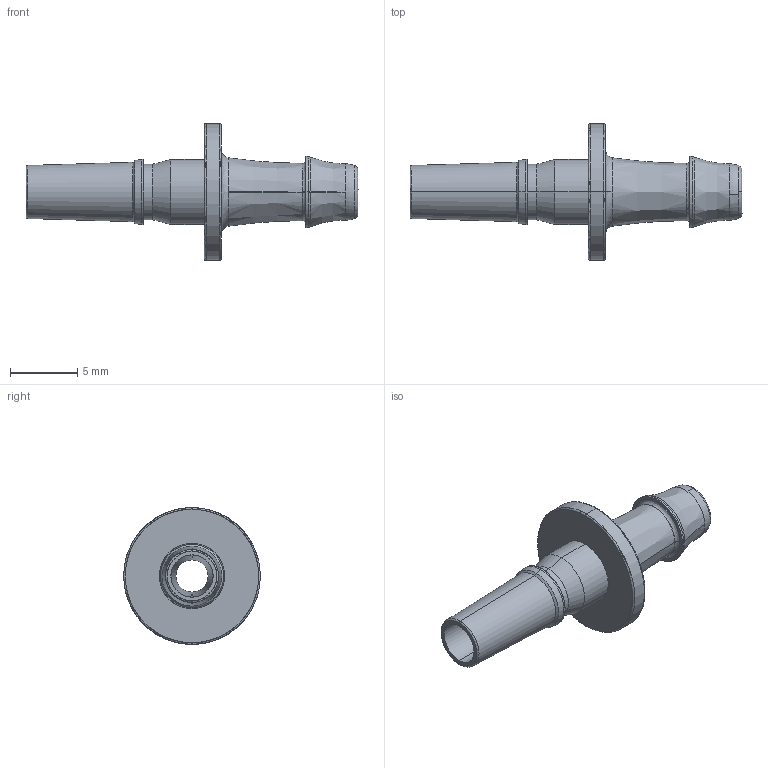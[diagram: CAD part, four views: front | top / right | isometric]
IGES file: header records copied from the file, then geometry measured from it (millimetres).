
Start section: SolidWorks IGES file using analytic representation for surfaces
Global section: file name: E-F-171169.IGS; native system: SolidWorks 2017; preprocessor: SolidWorks 2017; author: wtsang; date: 170817.111438; units: inch
Bounding box: 24.64 x 10.16 x 10.16 mm (x, y, z)
Surface area: 729.8 mm2 (no closed solid volume)
Topology: 0 solids, 0 shells, 53 faces, 690 edges, 690 vertices
Faces by surface type: revolution 28, bspline 25
